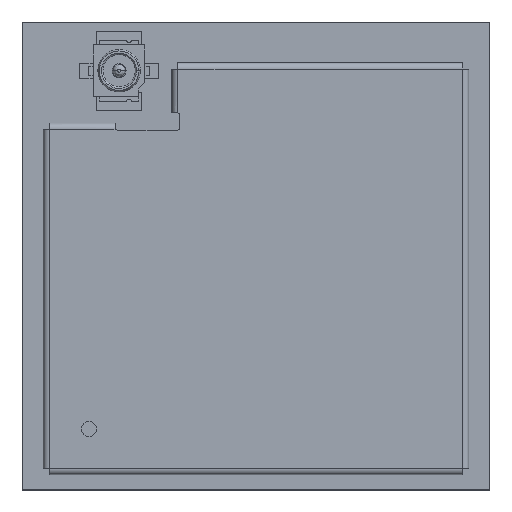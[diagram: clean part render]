
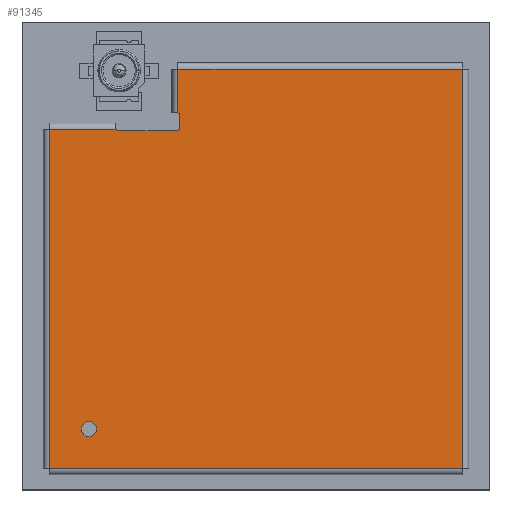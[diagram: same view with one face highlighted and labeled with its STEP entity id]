
A CAD part, top view. The second image highlights one B-rep face of the part: STEP entity #91345.
In plain terms, the highlighted face is planar.
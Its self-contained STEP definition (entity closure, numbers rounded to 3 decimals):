
#2285 = VERTEX_POINT ( 'NONE', #52558 ) ;
#2628 = CARTESIAN_POINT ( 'NONE',  ( 2.48, 1.6, -11.32 ) ) ;
#2791 = AXIS2_PLACEMENT_3D ( 'NONE', #14345, #7147, #43444 ) ;
#3784 = DIRECTION ( 'NONE',  ( 0., 0., -1. ) ) ;
#4446 = CIRCLE ( 'NONE', #13608, 0.25 ) ;
#5166 = LINE ( 'NONE', #69581, #47074 ) ;
#5251 = ORIENTED_EDGE ( 'NONE', *, *, #53716, .F. ) ;
#5550 = DIRECTION ( 'NONE',  ( 0., 1., 0. ) ) ;
#5563 = CARTESIAN_POINT ( 'NONE',  ( 4.48, 1.6, -11.42 ) ) ;
#5889 = EDGE_CURVE ( 'NONE', #22657, #22425, #74118, .T. ) ;
#6147 = ORIENTED_EDGE ( 'NONE', *, *, #44043, .F. ) ;
#7147 = DIRECTION ( 'NONE',  ( 0., 1., 0. ) ) ;
#7420 = AXIS2_PLACEMENT_3D ( 'NONE', #63775, #5550, #28440 ) ;
#7914 = DIRECTION ( 'NONE',  ( 1., 0., 0. ) ) ;
#8498 = LINE ( 'NONE', #81000, #44887 ) ;
#11354 = CARTESIAN_POINT ( 'NONE',  ( 0.2, 1.6, 0. ) ) ;
#12443 = CARTESIAN_POINT ( 'NONE',  ( 13.8, 1.6, -0.2 ) ) ;
#13241 = DIRECTION ( 'NONE',  ( 0., 0., 1. ) ) ;
#13608 = AXIS2_PLACEMENT_3D ( 'NONE', #88428, #79830, #59304 ) ;
#13820 = ORIENTED_EDGE ( 'NONE', *, *, #71327, .F. ) ;
#13906 = CARTESIAN_POINT ( 'NONE',  ( 4.48, 1.6, -11.82 ) ) ;
#14345 = CARTESIAN_POINT ( 'NONE',  ( 4.38, 1.6, -11.42 ) ) ;
#14672 = VECTOR ( 'NONE', #53073, 1000. ) ;
#15731 = CARTESIAN_POINT ( 'NONE',  ( 4.38, 1.6, -11.82 ) ) ;
#16247 = ORIENTED_EDGE ( 'NONE', *, *, #5889, .F. ) ;
#16847 = VECTOR ( 'NONE', #3784, 1000. ) ;
#17083 = ORIENTED_EDGE ( 'NONE', *, *, #58672, .F. ) ;
#20723 = ORIENTED_EDGE ( 'NONE', *, *, #65924, .F. ) ;
#21123 = LINE ( 'NONE', #52130, #14672 ) ;
#21666 = EDGE_CURVE ( 'NONE', #65951, #65096, #8498, .T. ) ;
#22425 = VERTEX_POINT ( 'NONE', #35275 ) ;
#22657 = VERTEX_POINT ( 'NONE', #69515 ) ;
#23779 = VERTEX_POINT ( 'NONE', #5563 ) ;
#24995 = ORIENTED_EDGE ( 'NONE', *, *, #33036, .F. ) ;
#25173 = DIRECTION ( 'NONE',  ( 0., 0., -1. ) ) ;
#25315 = AXIS2_PLACEMENT_3D ( 'NONE', #85776, #28932, #13241 ) ;
#25738 = CIRCLE ( 'NONE', #7420, 0.1 ) ;
#26023 = ORIENTED_EDGE ( 'NONE', *, *, #21666, .F. ) ;
#26984 = EDGE_CURVE ( 'NONE', #28319, #42354, #66611, .T. ) ;
#27018 = CARTESIAN_POINT ( 'NONE',  ( 0., 1.6, -11.37 ) ) ;
#27915 = CARTESIAN_POINT ( 'NONE',  ( 0.2, 1.6, -11.37 ) ) ;
#27926 = VECTOR ( 'NONE', #63333, 1000. ) ;
#28286 = VERTEX_POINT ( 'NONE', #56384 ) ;
#28319 = VERTEX_POINT ( 'NONE', #13906 ) ;
#28440 = DIRECTION ( 'NONE',  ( 0., 0., -1. ) ) ;
#28751 = PLANE ( 'NONE',  #74791 ) ;
#28932 = DIRECTION ( 'NONE',  ( 0., 1., 0. ) ) ;
#31344 = CARTESIAN_POINT ( 'NONE',  ( 4.38, 1.6, -11.32 ) ) ;
#32215 = EDGE_CURVE ( 'NONE', #62462, #66292, #5166, .T. ) ;
#33036 = EDGE_CURVE ( 'NONE', #23779, #28319, #40047, .T. ) ;
#34216 = LINE ( 'NONE', #27018, #66457 ) ;
#35275 = CARTESIAN_POINT ( 'NONE',  ( 1.5, 1.6, -1.25 ) ) ;
#35950 = FACE_OUTER_BOUND ( 'NONE', #68928, .T. ) ;
#37858 = DIRECTION ( 'NONE',  ( 1., 0., 0. ) ) ;
#40047 = LINE ( 'NONE', #91575, #16847 ) ;
#40416 = ORIENTED_EDGE ( 'NONE', *, *, #26984, .F. ) ;
#40845 = EDGE_LOOP ( 'NONE', ( #6147, #16247 ) ) ;
#40933 = LINE ( 'NONE', #56186, #27926 ) ;
#42354 = VERTEX_POINT ( 'NONE', #49014 ) ;
#43444 = DIRECTION ( 'NONE',  ( 0., 0., -1. ) ) ;
#44043 = EDGE_CURVE ( 'NONE', #22425, #22657, #4446, .T. ) ;
#44828 = DIRECTION ( 'NONE',  ( 0., 1., 0. ) ) ;
#44887 = VECTOR ( 'NONE', #65762, 1000. ) ;
#47074 = VECTOR ( 'NONE', #90604, 1000. ) ;
#48378 = CARTESIAN_POINT ( 'NONE',  ( 0.2, 1.6, -0.2 ) ) ;
#48822 = FACE_BOUND ( 'NONE', #40845, .T. ) ;
#49014 = CARTESIAN_POINT ( 'NONE',  ( 4.43, 1.6, -11.907 ) ) ;
#49287 = CARTESIAN_POINT ( 'NONE',  ( 0., 1.6, 0. ) ) ;
#49717 = EDGE_CURVE ( 'NONE', #42354, #2285, #21123, .T. ) ;
#51232 = VERTEX_POINT ( 'NONE', #27915 ) ;
#51394 = VERTEX_POINT ( 'NONE', #48378 ) ;
#52130 = CARTESIAN_POINT ( 'NONE',  ( 4.43, 1.6, 0. ) ) ;
#52410 = DIRECTION ( 'NONE',  ( 0., 0., -1. ) ) ;
#52558 = CARTESIAN_POINT ( 'NONE',  ( 4.43, 1.6, -13.35 ) ) ;
#53073 = DIRECTION ( 'NONE',  ( 0., 0., -1. ) ) ;
#53716 = EDGE_CURVE ( 'NONE', #51394, #51232, #76739, .T. ) ;
#56186 = CARTESIAN_POINT ( 'NONE',  ( 0., 1.6, -0.2 ) ) ;
#56384 = CARTESIAN_POINT ( 'NONE',  ( 2.393, 1.6, -11.37 ) ) ;
#58672 = EDGE_CURVE ( 'NONE', #65096, #51394, #40933, .T. ) ;
#59304 = DIRECTION ( 'NONE',  ( 0., 0., 1. ) ) ;
#60578 = ORIENTED_EDGE ( 'NONE', *, *, #63770, .F. ) ;
#62462 = VERTEX_POINT ( 'NONE', #2628 ) ;
#63021 = EDGE_CURVE ( 'NONE', #2285, #65951, #65186, .T. ) ;
#63333 = DIRECTION ( 'NONE',  ( -1., 0., 0. ) ) ;
#63770 = EDGE_CURVE ( 'NONE', #28286, #62462, #25738, .T. ) ;
#63775 = CARTESIAN_POINT ( 'NONE',  ( 2.48, 1.6, -11.42 ) ) ;
#65096 = VERTEX_POINT ( 'NONE', #12443 ) ;
#65186 = LINE ( 'NONE', #88074, #81977 ) ;
#65762 = DIRECTION ( 'NONE',  ( 0., 0., 1. ) ) ;
#65924 = EDGE_CURVE ( 'NONE', #66292, #23779, #86606, .T. ) ;
#65951 = VERTEX_POINT ( 'NONE', #80155 ) ;
#66292 = VERTEX_POINT ( 'NONE', #31344 ) ;
#66457 = VECTOR ( 'NONE', #37858, 1000. ) ;
#66611 = CIRCLE ( 'NONE', #78821, 0.1 ) ;
#68928 = EDGE_LOOP ( 'NONE', ( #60578, #13820, #5251, #17083, #26023, #79798, #69248, #40416, #24995, #20723, #86058 ) ) ;
#69227 = VECTOR ( 'NONE', #25173, 1000. ) ;
#69248 = ORIENTED_EDGE ( 'NONE', *, *, #49717, .F. ) ;
#69515 = CARTESIAN_POINT ( 'NONE',  ( 1.5, 1.6, -1.75 ) ) ;
#69581 = CARTESIAN_POINT ( 'NONE',  ( 0., 1.6, -11.32 ) ) ;
#71327 = EDGE_CURVE ( 'NONE', #51232, #28286, #34216, .T. ) ;
#71695 = DIRECTION ( 'NONE',  ( 0., -1., 0. ) ) ;
#74118 = CIRCLE ( 'NONE', #25315, 0.25 ) ;
#74791 = AXIS2_PLACEMENT_3D ( 'NONE', #49287, #71695, #78424 ) ;
#76739 = LINE ( 'NONE', #11354, #69227 ) ;
#78424 = DIRECTION ( 'NONE',  ( 0., 0., -1. ) ) ;
#78821 = AXIS2_PLACEMENT_3D ( 'NONE', #15731, #44828, #52410 ) ;
#79798 = ORIENTED_EDGE ( 'NONE', *, *, #63021, .F. ) ;
#79830 = DIRECTION ( 'NONE',  ( 0., 1., 0. ) ) ;
#80155 = CARTESIAN_POINT ( 'NONE',  ( 13.8, 1.6, -13.35 ) ) ;
#81000 = CARTESIAN_POINT ( 'NONE',  ( 13.8, 1.6, 0. ) ) ;
#81977 = VECTOR ( 'NONE', #7914, 1000. ) ;
#85776 = CARTESIAN_POINT ( 'NONE',  ( 1.5, 1.6, -1.5 ) ) ;
#86058 = ORIENTED_EDGE ( 'NONE', *, *, #32215, .F. ) ;
#86606 = CIRCLE ( 'NONE', #2791, 0.1 ) ;
#88074 = CARTESIAN_POINT ( 'NONE',  ( 0., 1.6, -13.35 ) ) ;
#88428 = CARTESIAN_POINT ( 'NONE',  ( 1.5, 1.6, -1.5 ) ) ;
#90604 = DIRECTION ( 'NONE',  ( 1., 0., 0. ) ) ;
#91345 = ADVANCED_FACE ( 'NONE', ( #48822, #35950 ), #28751, .F. ) ;
#91575 = CARTESIAN_POINT ( 'NONE',  ( 4.48, 1.6, 0. ) ) ;
